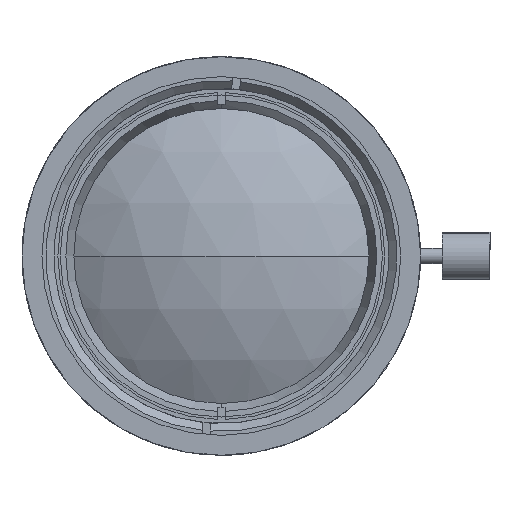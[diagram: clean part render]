
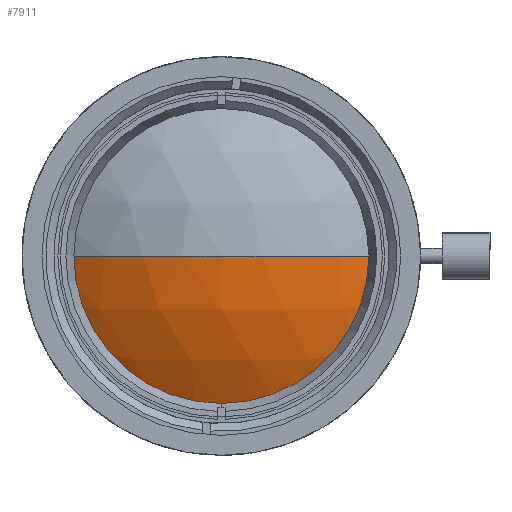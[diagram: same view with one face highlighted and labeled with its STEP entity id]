
A CAD part, left-side view. The second image highlights one B-rep face of the part: STEP entity #7911.
In plain terms, the highlighted spherical face has radius 35.724 mm.
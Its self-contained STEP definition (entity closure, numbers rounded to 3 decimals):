
#4 = CIRCLE ( 'NONE', #4816, 19. ) ;
#311 = AXIS2_PLACEMENT_3D ( 'NONE', #7792, #3866, #8384 ) ;
#426 = EDGE_CURVE ( 'NONE', #7866, #2171, #4, .T. ) ;
#427 = ORIENTED_EDGE ( 'NONE', *, *, #426, .T. ) ;
#501 = CARTESIAN_POINT ( 'NONE',  ( 33.767, 0., 0. ) ) ;
#732 = EDGE_CURVE ( 'NONE', #2171, #1756, #5727, .T. ) ;
#1154 = DIRECTION ( 'NONE',  ( 0., 0., -1. ) ) ;
#1181 = DIRECTION ( 'NONE',  ( 0., 1., 0. ) ) ;
#1216 = DIRECTION ( 'NONE',  ( 0., 0., 1. ) ) ;
#1237 = CARTESIAN_POINT ( 'NONE',  ( 3.515, 19., 0. ) ) ;
#1361 = DIRECTION ( 'NONE',  ( 0., 0., 1. ) ) ;
#1632 = FACE_OUTER_BOUND ( 'NONE', #8304, .T. ) ;
#1756 = VERTEX_POINT ( 'NONE', #3872 ) ;
#2171 = VERTEX_POINT ( 'NONE', #5505 ) ;
#3079 = DIRECTION ( 'NONE',  ( 1., 0., 0. ) ) ;
#3715 = AXIS2_PLACEMENT_3D ( 'NONE', #7689, #1216, #3079 ) ;
#3856 = EDGE_CURVE ( 'NONE', #7866, #1756, #6334, .T. ) ;
#3866 = DIRECTION ( 'NONE',  ( 0., 0., -1. ) ) ;
#3872 = CARTESIAN_POINT ( 'NONE',  ( -1.957, 0., 0. ) ) ;
#4586 = DIRECTION ( 'NONE',  ( -1., 0., 0. ) ) ;
#4816 = AXIS2_PLACEMENT_3D ( 'NONE', #5266, #4586, #1361 ) ;
#5163 = AXIS2_PLACEMENT_3D ( 'NONE', #501, #1154, #1181 ) ;
#5266 = CARTESIAN_POINT ( 'NONE',  ( 3.515, 0., 0. ) ) ;
#5505 = CARTESIAN_POINT ( 'NONE',  ( 3.515, -19., 0. ) ) ;
#5727 = CIRCLE ( 'NONE', #311, 35.724 ) ;
#6334 = CIRCLE ( 'NONE', #3715, 35.724 ) ;
#6401 = SPHERICAL_SURFACE ( 'NONE', #5163, 35.724 ) ;
#6613 = ORIENTED_EDGE ( 'NONE', *, *, #732, .T. ) ;
#7084 = ORIENTED_EDGE ( 'NONE', *, *, #3856, .F. ) ;
#7689 = CARTESIAN_POINT ( 'NONE',  ( 33.767, 0., 0. ) ) ;
#7792 = CARTESIAN_POINT ( 'NONE',  ( 33.767, 0., 0. ) ) ;
#7866 = VERTEX_POINT ( 'NONE', #1237 ) ;
#7911 = ADVANCED_FACE ( 'NONE', ( #1632 ), #6401, .T. ) ;
#8304 = EDGE_LOOP ( 'NONE', ( #427, #6613, #7084 ) ) ;
#8384 = DIRECTION ( 'NONE',  ( 0., 1., 0. ) ) ;
